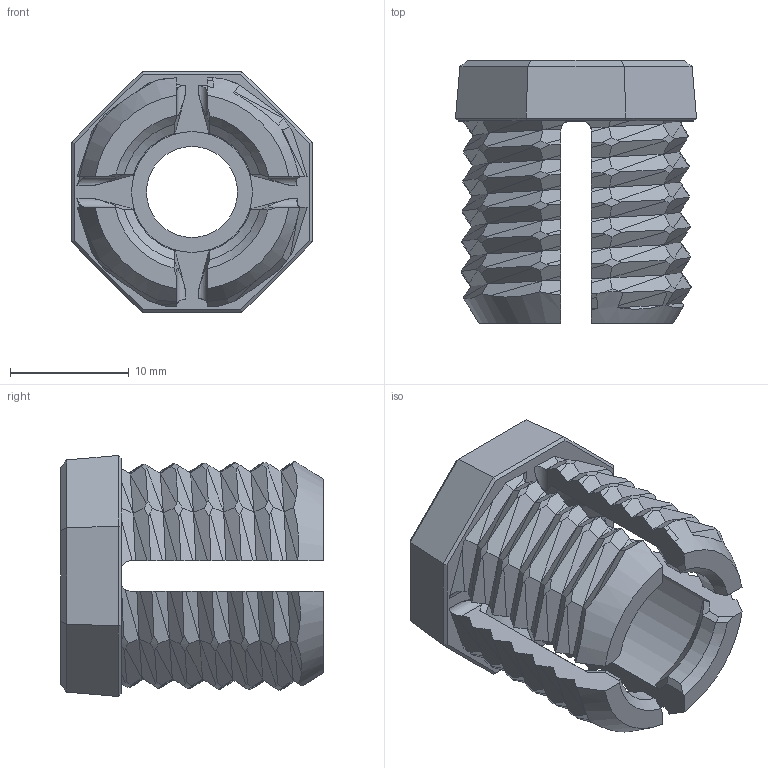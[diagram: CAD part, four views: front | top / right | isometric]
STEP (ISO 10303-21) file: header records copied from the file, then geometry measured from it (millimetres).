
FILE_DESCRIPTION(('FreeCAD Model'),'2;1');
FILE_NAME('M4_Hardware_10f_Short bolt.STEP', '2017-02-20T12:36:16',('Author'),(''), 'Open CASCADE STEP processor 6.8','FreeCAD','Unknown');
FILE_SCHEMA(('AUTOMOTIVE_DESIGN_CC2 { 1 2 10303 214 -1 1 5 4 }'));
Products named in the file (1): M4_Hardware_10f_Short_bolt
Bounding box: 20.28 x 22.1 x 20.28 mm (x, y, z)
Volume: 2770.2 mm3; surface area: 2831.2 mm2
Topology: 1 solids, 1 shells, 464 faces, 1220 edges, 763 vertices
Faces by surface type: plane 356, bspline 68, cone 22, cylinder 18
Entity records: 44584 total; most frequent: CARTESIAN_POINT 23638, DIRECTION 3008, ORIENTED_EDGE 2440, PCURVE 2440, DEFINITIONAL_REPRESENTATION 2440, LINE 2108, VECTOR 2108, EDGE_CURVE 1220
